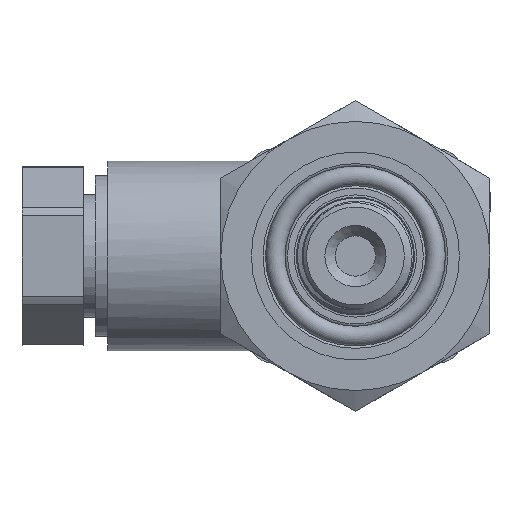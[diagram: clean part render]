
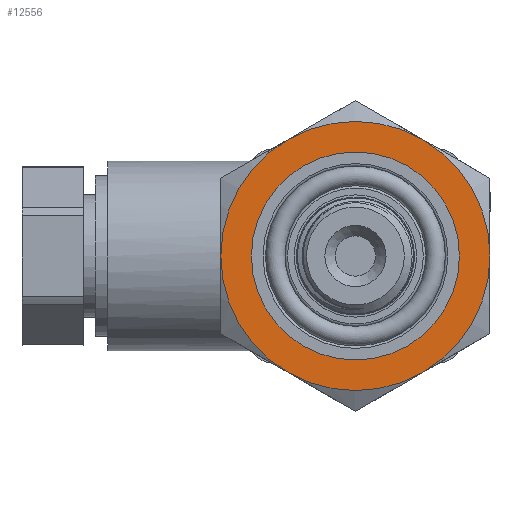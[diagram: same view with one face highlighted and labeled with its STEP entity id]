
A CAD part, left-side view. The second image highlights one B-rep face of the part: STEP entity #12556.
In plain terms, the highlighted planar face has unit normal (-1, 0, 0).
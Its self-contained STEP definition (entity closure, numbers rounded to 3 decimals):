
#461=FACE_BOUND('',#1793,.T.);
#527=PLANE('',#13126);
#1041=FACE_OUTER_BOUND('',#1792,.T.);
#1792=EDGE_LOOP('',(#10026,#10027,#10028,#10029,#10030,#10031));
#1793=EDGE_LOOP('',(#10032));
#2229=CIRCLE('',#13060,11.);
#2230=CIRCLE('',#13062,11.);
#2231=CIRCLE('',#13064,11.);
#2232=CIRCLE('',#13066,11.);
#2233=CIRCLE('',#13068,11.);
#2234=CIRCLE('',#13070,11.);
#2262=CIRCLE('',#13125,8.5);
#5535=VERTEX_POINT('',#24648);
#5536=VERTEX_POINT('',#24652);
#5538=VERTEX_POINT('',#24659);
#5540=VERTEX_POINT('',#24669);
#5542=VERTEX_POINT('',#24682);
#5544=VERTEX_POINT('',#24692);
#5574=VERTEX_POINT('',#27233);
#7099=EDGE_CURVE('',#5535,#5536,#2229,.T.);
#7102=EDGE_CURVE('',#5538,#5535,#2230,.T.);
#7105=EDGE_CURVE('',#5540,#5538,#2231,.T.);
#7107=EDGE_CURVE('',#5542,#5540,#2232,.T.);
#7110=EDGE_CURVE('',#5544,#5542,#2233,.T.);
#7113=EDGE_CURVE('',#5536,#5544,#2234,.T.);
#7171=EDGE_CURVE('',#5574,#5574,#2262,.T.);
#10026=ORIENTED_EDGE('',*,*,#7113,.T.);
#10027=ORIENTED_EDGE('',*,*,#7110,.T.);
#10028=ORIENTED_EDGE('',*,*,#7107,.T.);
#10029=ORIENTED_EDGE('',*,*,#7105,.T.);
#10030=ORIENTED_EDGE('',*,*,#7102,.T.);
#10031=ORIENTED_EDGE('',*,*,#7099,.T.);
#10032=ORIENTED_EDGE('',*,*,#7171,.T.);
#12556=ADVANCED_FACE('',(#1041,#461),#527,.T.);
#13060=AXIS2_PLACEMENT_3D('',#24656,#14027,#14028);
#13062=AXIS2_PLACEMENT_3D('',#24666,#14031,#14032);
#13064=AXIS2_PLACEMENT_3D('',#24676,#14035,#14036);
#13066=AXIS2_PLACEMENT_3D('',#24683,#14039,#14040);
#13068=AXIS2_PLACEMENT_3D('',#24693,#14043,#14044);
#13070=AXIS2_PLACEMENT_3D('',#24702,#14047,#14048);
#13125=AXIS2_PLACEMENT_3D('',#27234,#14167,#14168);
#13126=AXIS2_PLACEMENT_3D('',#27236,#14170,#14171);
#14027=DIRECTION('center_axis',(-1.,0.,0.));
#14028=DIRECTION('ref_axis',(0.,1.,0.));
#14031=DIRECTION('center_axis',(-1.,0.,0.));
#14032=DIRECTION('ref_axis',(0.,1.,0.));
#14035=DIRECTION('center_axis',(-1.,0.,0.));
#14036=DIRECTION('ref_axis',(0.,1.,0.));
#14039=DIRECTION('center_axis',(-1.,0.,0.));
#14040=DIRECTION('ref_axis',(0.,1.,0.));
#14043=DIRECTION('center_axis',(-1.,0.,0.));
#14044=DIRECTION('ref_axis',(0.,1.,0.));
#14047=DIRECTION('center_axis',(-1.,0.,0.));
#14048=DIRECTION('ref_axis',(0.,1.,0.));
#14167=DIRECTION('center_axis',(1.,0.,0.));
#14168=DIRECTION('ref_axis',(0.,0.,-1.));
#14170=DIRECTION('center_axis',(-1.,0.,0.));
#14171=DIRECTION('ref_axis',(0.,0.,1.));
#24648=CARTESIAN_POINT('',(-34.7,5.5,9.526));
#24652=CARTESIAN_POINT('',(-34.7,11.,0.));
#24656=CARTESIAN_POINT('Origin',(-34.7,0.,0.));
#24659=CARTESIAN_POINT('',(-34.7,-5.5,9.526));
#24666=CARTESIAN_POINT('Origin',(-34.7,0.,0.));
#24669=CARTESIAN_POINT('',(-34.7,-11.,0.));
#24676=CARTESIAN_POINT('Origin',(-34.7,0.,0.));
#24682=CARTESIAN_POINT('',(-34.7,-5.5,-9.526));
#24683=CARTESIAN_POINT('Origin',(-34.7,0.,0.));
#24692=CARTESIAN_POINT('',(-34.7,5.5,-9.526));
#24693=CARTESIAN_POINT('Origin',(-34.7,0.,0.));
#24702=CARTESIAN_POINT('Origin',(-34.7,0.,0.));
#27233=CARTESIAN_POINT('',(-34.7,-8.5,0.));
#27234=CARTESIAN_POINT('Origin',(-34.7,0.,0.));
#27236=CARTESIAN_POINT('Origin',(-34.7,11.,0.));
